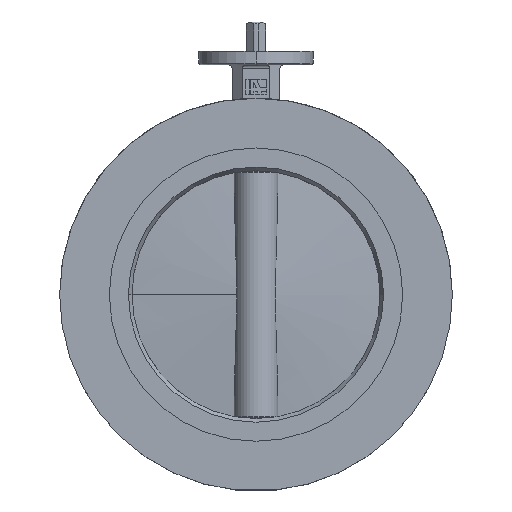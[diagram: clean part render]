
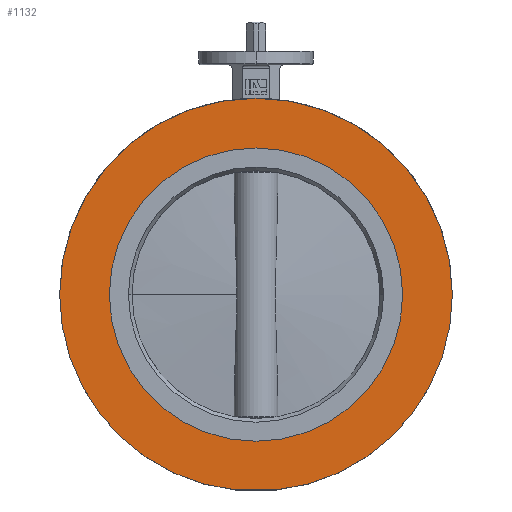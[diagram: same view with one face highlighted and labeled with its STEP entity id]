
A CAD part, top view. The second image highlights one B-rep face of the part: STEP entity #1132.
In plain terms, the highlighted planar face has unit normal (0, 0, 1).
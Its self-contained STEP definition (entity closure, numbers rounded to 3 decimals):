
#307 = CARTESIAN_POINT ( 'NONE',  ( 0., 0., 40. ) ) ;
#308 = DIRECTION ( 'NONE',  ( 0., 0., 1. ) ) ;
#309 = DIRECTION ( 'NONE',  ( 1., 0., 0. ) ) ;
#498 = CARTESIAN_POINT ( 'NONE',  ( 0., 0., 40. ) ) ;
#499 = DIRECTION ( 'NONE',  ( 0., 0., 1. ) ) ;
#500 = DIRECTION ( 'NONE',  ( 1., 0., 0. ) ) ;
#1132 = ADVANCED_FACE ( 'NONE', ( #1957, #1959 ), #1326, .T. ) ;
#1301 = DIRECTION ( 'NONE',  ( 1., 0., 0. ) ) ;
#1326 = PLANE ( 'NONE',  #2044 ) ;
#1334 = CARTESIAN_POINT ( 'NONE',  ( 0., 0., 40. ) ) ;
#1394 = DIRECTION ( 'NONE',  ( 0., 0., 1. ) ) ;
#1500 = VERTEX_POINT ( 'NONE', #2258 ) ;
#1506 = VERTEX_POINT ( 'NONE', #2264 ) ;
#1545 = VERTEX_POINT ( 'NONE', #2302 ) ;
#1576 = VERTEX_POINT ( 'NONE', #2333 ) ;
#1587 = VERTEX_POINT ( 'NONE', #2344 ) ;
#1610 = VERTEX_POINT ( 'NONE', #2366 ) ;
#1957 = FACE_BOUND ( 'NONE', #3035, .T. ) ;
#1959 = FACE_OUTER_BOUND ( 'NONE', #3033, .T. ) ;
#2044 = AXIS2_PLACEMENT_3D ( 'NONE', #1334, #1394, #1301 ) ;
#2099 = AXIS2_PLACEMENT_3D ( 'NONE', #2419, #2420, #2421 ) ;
#2105 = AXIS2_PLACEMENT_3D ( 'NONE', #2444, #2445, #2446 ) ;
#2115 = AXIS2_PLACEMENT_3D ( 'NONE', #2733, #2734, #2735 ) ;
#2129 = AXIS2_PLACEMENT_3D ( 'NONE', #498, #499, #500 ) ;
#2204 = AXIS2_PLACEMENT_3D ( 'NONE', #307, #308, #309 ) ;
#2258 = CARTESIAN_POINT ( 'NONE',  ( 28.236, -265., 40. ) ) ;
#2264 = CARTESIAN_POINT ( 'NONE',  ( 266.5, 0., 40. ) ) ;
#2302 = CARTESIAN_POINT ( 'NONE',  ( -28.236, -265., 40. ) ) ;
#2333 = CARTESIAN_POINT ( 'NONE',  ( -199., 0., 40. ) ) ;
#2344 = CARTESIAN_POINT ( 'NONE',  ( -266.5, 0., 40. ) ) ;
#2366 = CARTESIAN_POINT ( 'NONE',  ( 199., 0., 40. ) ) ;
#2419 = CARTESIAN_POINT ( 'NONE',  ( 0., 0., 40. ) ) ;
#2420 = DIRECTION ( 'NONE',  ( 0., 0., 1. ) ) ;
#2421 = DIRECTION ( 'NONE',  ( 1., 0., 0. ) ) ;
#2444 = CARTESIAN_POINT ( 'NONE',  ( 0., 0., 40. ) ) ;
#2445 = DIRECTION ( 'NONE',  ( 0., 0., 1. ) ) ;
#2446 = DIRECTION ( 'NONE',  ( 1., 0., 0. ) ) ;
#2733 = CARTESIAN_POINT ( 'NONE',  ( 0., 0., 40. ) ) ;
#2734 = DIRECTION ( 'NONE',  ( 0., 0., 1. ) ) ;
#2735 = DIRECTION ( 'NONE',  ( 1., 0., 0. ) ) ;
#2931 = CARTESIAN_POINT ( 'NONE',  ( -25., -265., 40. ) ) ;
#2932 = DIRECTION ( 'NONE',  ( 1., 0., 0. ) ) ;
#3033 = EDGE_LOOP ( 'NONE', ( #3712, #3713, #3714, #3715 ) ) ;
#3035 = EDGE_LOOP ( 'NONE', ( #3710, #3711 ) ) ;
#3230 = EDGE_CURVE ( 'NONE', #1506, #1587, #4358, .T. ) ;
#3238 = EDGE_CURVE ( 'NONE', #1587, #1545, #4359, .T. ) ;
#3289 = EDGE_CURVE ( 'NONE', #1500, #1506, #4427, .T. ) ;
#3354 = EDGE_CURVE ( 'NONE', #1545, #1500, #4542, .T. ) ;
#3357 = EDGE_CURVE ( 'NONE', #1610, #1576, #4548, .T. ) ;
#3710 = ORIENTED_EDGE ( 'NONE', *, *, #3357, .F. ) ;
#3711 = ORIENTED_EDGE ( 'NONE', *, *, #4230, .F. ) ;
#3712 = ORIENTED_EDGE ( 'NONE', *, *, #3289, .T. ) ;
#3713 = ORIENTED_EDGE ( 'NONE', *, *, #3230, .T. ) ;
#3714 = ORIENTED_EDGE ( 'NONE', *, *, #3238, .T. ) ;
#3715 = ORIENTED_EDGE ( 'NONE', *, *, #3354, .T. ) ;
#4230 = EDGE_CURVE ( 'NONE', #1576, #1610, #4828, .T. ) ;
#4358 = CIRCLE ( 'NONE', #2099, 266.5 ) ;
#4359 = CIRCLE ( 'NONE', #2105, 266.5 ) ;
#4427 = CIRCLE ( 'NONE', #2115, 266.5 ) ;
#4542 = LINE ( 'NONE', #2931, #4545 ) ;
#4545 = VECTOR ( 'NONE', #2932, 1000. ) ;
#4548 = CIRCLE ( 'NONE', #2129, 199. ) ;
#4828 = CIRCLE ( 'NONE', #2204, 199. ) ;
